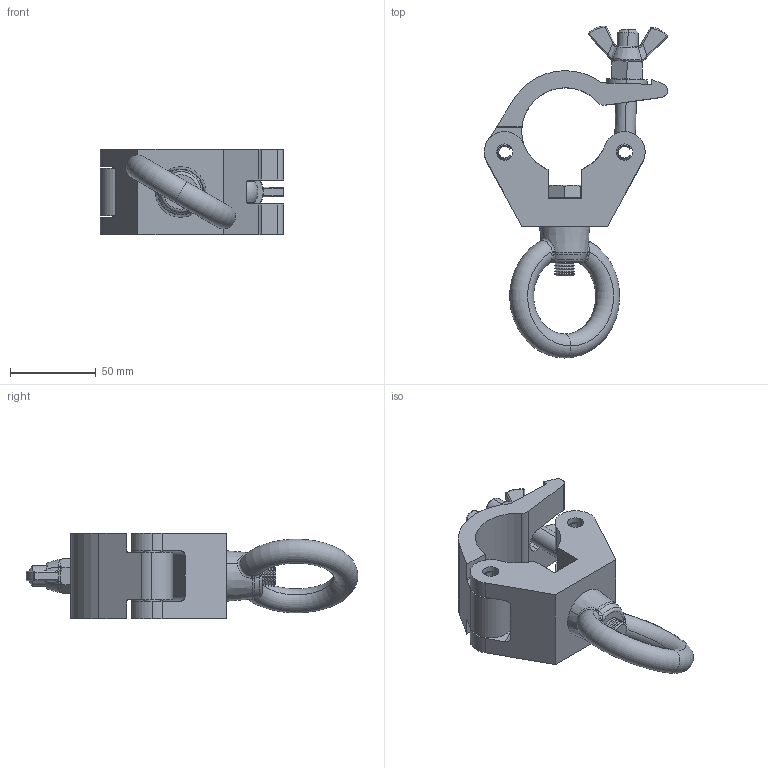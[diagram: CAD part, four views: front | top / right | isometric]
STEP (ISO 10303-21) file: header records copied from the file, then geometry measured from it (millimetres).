
FILE_DESCRIPTION (( 'STEP AP203' ), '1' );
FILE_NAME ('T57207 & T57208.STEP', '2018-03-20T16:07:30', ( '' ), ( '' ), 'SwSTEP 2.0', 'SolidWorks 2016', '' );
FILE_SCHEMA (( 'CONFIG_CONTROL_DESIGN' ));
Length unit declared in the file: millimetre
Products named in the file (13): F790; TH156_TH156; T42305; TH2001_TH2001 - 50MM WIDE; Hex Screw GradeC_Doughty Fastners_ISO 4018 - M12 x 45-WS; TH157_TH157; T57207 & T57208; TH566; A Washer_Bright washer BS 4320 - M12 (Form A); Hex Nut Style 1 GradeAB_Doughty Fastners_Hexagon Nut ISO - 4032 - M12 - D - S; F883_DIN 315-M12-GT-C-N; T78000; TH2000_TH2000 - 50MM WIDE
Assembly tree (13 placements, depth 3):
  T57207 & T57208
    TH156_TH156
      TH2000_TH2000 - 50MM WIDE
    TH157_TH157
      TH2001_TH2001 - 50MM WIDE
    T78000
      TH566
      A Washer_Bright washer BS 4320 - M12 (Form A)
      Hex Nut Style 1 GradeAB_Doughty Fastners_Hexagon Nut ISO - 4032 - M12 - D - S
      F883_DIN 315-M12-GT-C-N
    F790  x2
    T42305
    Hex Screw GradeC_Doughty Fastners_ISO 4018 - M12 x 45-WS
Bounding box: 107.22 x 193.87 x 50 mm (x, y, z)
Volume: 237607 mm3; surface area: 66433.7 mm2
Topology: 10 solids, 10 shells, 478 faces, 1167 edges, 699 vertices
Faces by surface type: cone 176, cylinder 148, plane 77, bspline 48, torus 18, sphere 11
Entity records: 16579 total; most frequent: CARTESIAN_POINT 4391, DIRECTION 2399, ORIENTED_EDGE 2236, EDGE_CURVE 1118, AXIS2_PLACEMENT_3D 997, VERTEX_POINT 673, CIRCLE 564, EDGE_LOOP 485
